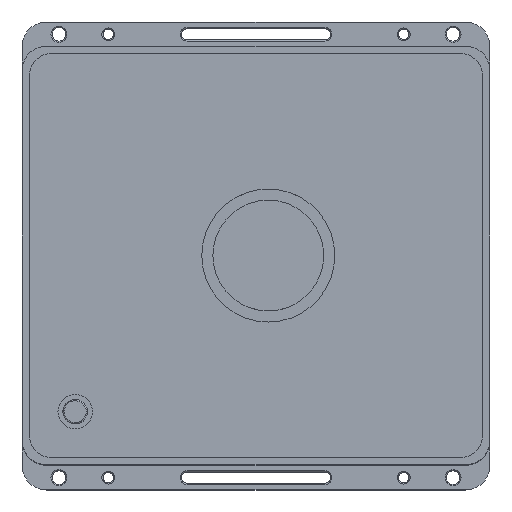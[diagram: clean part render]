
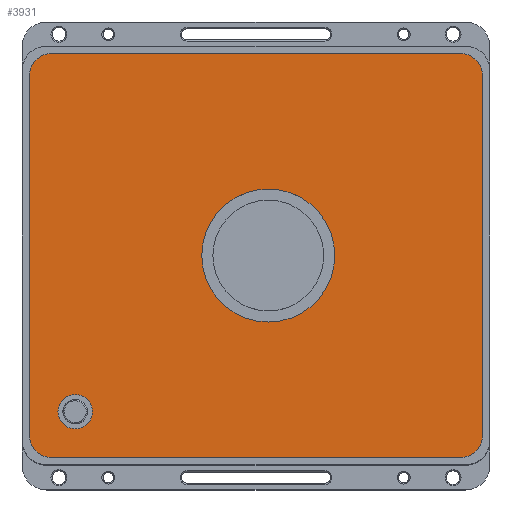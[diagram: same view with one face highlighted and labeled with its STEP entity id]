
A CAD part, top view. The second image highlights one B-rep face of the part: STEP entity #3931.
In plain terms, the highlighted planar face has unit normal (0, 0, 1).
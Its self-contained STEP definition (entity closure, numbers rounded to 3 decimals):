
#1416 = VERTEX_POINT('',#1417);
#1417 = CARTESIAN_POINT('',(-66.4,-63.4,112.7));
#1423 = EDGE_CURVE('',#1416,#1424,#1426,.T.);
#1424 = VERTEX_POINT('',#1425);
#1425 = CARTESIAN_POINT('',(-80.4,-63.4,112.7));
#1426 = CIRCLE('',#1427,7.);
#1427 = AXIS2_PLACEMENT_3D('',#1428,#1429,#1430);
#1428 = CARTESIAN_POINT('',(-73.4,-63.4,112.7));
#1429 = DIRECTION('',(0.,0.,-1.));
#1430 = DIRECTION('',(1.,0.,0.));
#1458 = VERTEX_POINT('',#1459);
#1459 = CARTESIAN_POINT('',(32.,0.,112.7));
#1465 = EDGE_CURVE('',#1458,#1466,#1468,.T.);
#1466 = VERTEX_POINT('',#1467);
#1467 = CARTESIAN_POINT('',(-22.,0.,112.7));
#1468 = CIRCLE('',#1469,27.);
#1469 = AXIS2_PLACEMENT_3D('',#1470,#1471,#1472);
#1470 = CARTESIAN_POINT('',(5.,0.,112.7));
#1471 = DIRECTION('',(0.,0.,-1.));
#1472 = DIRECTION('',(1.,0.,0.));
#3684 = VERTEX_POINT('',#3685);
#3685 = CARTESIAN_POINT('',(92.,73.,112.7));
#3691 = EDGE_CURVE('',#3684,#3692,#3694,.T.);
#3692 = VERTEX_POINT('',#3693);
#3693 = CARTESIAN_POINT('',(83.,82.,112.7));
#3694 = CIRCLE('',#3695,9.);
#3695 = AXIS2_PLACEMENT_3D('',#3696,#3697,#3698);
#3696 = CARTESIAN_POINT('',(83.,73.,112.7));
#3697 = DIRECTION('',(0.,0.,1.));
#3698 = DIRECTION('',(1.,0.,-0.));
#3717 = VERTEX_POINT('',#3718);
#3718 = CARTESIAN_POINT('',(-83.,82.,112.7));
#3724 = EDGE_CURVE('',#3692,#3717,#3725,.T.);
#3725 = LINE('',#3726,#3727);
#3726 = CARTESIAN_POINT('',(83.,82.,112.7));
#3727 = VECTOR('',#3728,1.);
#3728 = DIRECTION('',(-1.,-0.,0.));
#3740 = EDGE_CURVE('',#3717,#3741,#3743,.T.);
#3741 = VERTEX_POINT('',#3742);
#3742 = CARTESIAN_POINT('',(-92.,73.,112.7));
#3743 = CIRCLE('',#3744,9.);
#3744 = AXIS2_PLACEMENT_3D('',#3745,#3746,#3747);
#3745 = CARTESIAN_POINT('',(-83.,73.,112.7));
#3746 = DIRECTION('',(0.,0.,1.));
#3747 = DIRECTION('',(1.,0.,-0.));
#3766 = VERTEX_POINT('',#3767);
#3767 = CARTESIAN_POINT('',(-92.,-73.,112.7));
#3773 = EDGE_CURVE('',#3741,#3766,#3774,.T.);
#3774 = LINE('',#3775,#3776);
#3775 = CARTESIAN_POINT('',(-92.,73.,112.7));
#3776 = VECTOR('',#3777,1.);
#3777 = DIRECTION('',(-0.,-1.,0.));
#3789 = EDGE_CURVE('',#3766,#3790,#3792,.T.);
#3790 = VERTEX_POINT('',#3791);
#3791 = CARTESIAN_POINT('',(-83.,-82.,112.7));
#3792 = CIRCLE('',#3793,9.);
#3793 = AXIS2_PLACEMENT_3D('',#3794,#3795,#3796);
#3794 = CARTESIAN_POINT('',(-83.,-73.,112.7));
#3795 = DIRECTION('',(0.,0.,1.));
#3796 = DIRECTION('',(1.,0.,-0.));
#3815 = VERTEX_POINT('',#3816);
#3816 = CARTESIAN_POINT('',(83.,-82.,112.7));
#3822 = EDGE_CURVE('',#3790,#3815,#3823,.T.);
#3823 = LINE('',#3824,#3825);
#3824 = CARTESIAN_POINT('',(-83.,-82.,112.7));
#3825 = VECTOR('',#3826,1.);
#3826 = DIRECTION('',(1.,0.,0.));
#3838 = EDGE_CURVE('',#3815,#3839,#3841,.T.);
#3839 = VERTEX_POINT('',#3840);
#3840 = CARTESIAN_POINT('',(92.,-73.,112.7));
#3841 = CIRCLE('',#3842,9.);
#3842 = AXIS2_PLACEMENT_3D('',#3843,#3844,#3845);
#3843 = CARTESIAN_POINT('',(83.,-73.,112.7));
#3844 = DIRECTION('',(0.,0.,1.));
#3845 = DIRECTION('',(1.,0.,-0.));
#3864 = EDGE_CURVE('',#3839,#3684,#3865,.T.);
#3865 = LINE('',#3866,#3867);
#3866 = CARTESIAN_POINT('',(92.,-73.,112.7));
#3867 = VECTOR('',#3868,1.);
#3868 = DIRECTION('',(-0.,1.,0.));
#3931 = ADVANCED_FACE('',(#3932,#3942,#3952),#3962,.T.);
#3932 = FACE_BOUND('',#3933,.T.);
#3933 = EDGE_LOOP('',(#3934,#3935));
#3934 = ORIENTED_EDGE('',*,*,#1423,.T.);
#3935 = ORIENTED_EDGE('',*,*,#3936,.T.);
#3936 = EDGE_CURVE('',#1424,#1416,#3937,.T.);
#3937 = CIRCLE('',#3938,7.);
#3938 = AXIS2_PLACEMENT_3D('',#3939,#3940,#3941);
#3939 = CARTESIAN_POINT('',(-73.4,-63.4,112.7));
#3940 = DIRECTION('',(0.,0.,-1.));
#3941 = DIRECTION('',(1.,0.,0.));
#3942 = FACE_BOUND('',#3943,.T.);
#3943 = EDGE_LOOP('',(#3944,#3945));
#3944 = ORIENTED_EDGE('',*,*,#1465,.T.);
#3945 = ORIENTED_EDGE('',*,*,#3946,.T.);
#3946 = EDGE_CURVE('',#1466,#1458,#3947,.T.);
#3947 = CIRCLE('',#3948,27.);
#3948 = AXIS2_PLACEMENT_3D('',#3949,#3950,#3951);
#3949 = CARTESIAN_POINT('',(5.,0.,112.7));
#3950 = DIRECTION('',(0.,0.,-1.));
#3951 = DIRECTION('',(1.,0.,0.));
#3952 = FACE_BOUND('',#3953,.T.);
#3953 = EDGE_LOOP('',(#3954,#3955,#3956,#3957,#3958,#3959,#3960,#3961));
#3954 = ORIENTED_EDGE('',*,*,#3864,.T.);
#3955 = ORIENTED_EDGE('',*,*,#3691,.T.);
#3956 = ORIENTED_EDGE('',*,*,#3724,.T.);
#3957 = ORIENTED_EDGE('',*,*,#3740,.T.);
#3958 = ORIENTED_EDGE('',*,*,#3773,.T.);
#3959 = ORIENTED_EDGE('',*,*,#3789,.T.);
#3960 = ORIENTED_EDGE('',*,*,#3822,.T.);
#3961 = ORIENTED_EDGE('',*,*,#3838,.T.);
#3962 = PLANE('',#3963);
#3963 = AXIS2_PLACEMENT_3D('',#3964,#3965,#3966);
#3964 = CARTESIAN_POINT('',(0.,0.,112.7));
#3965 = DIRECTION('',(0.,-0.,1.));
#3966 = DIRECTION('',(1.,0.,0.));
